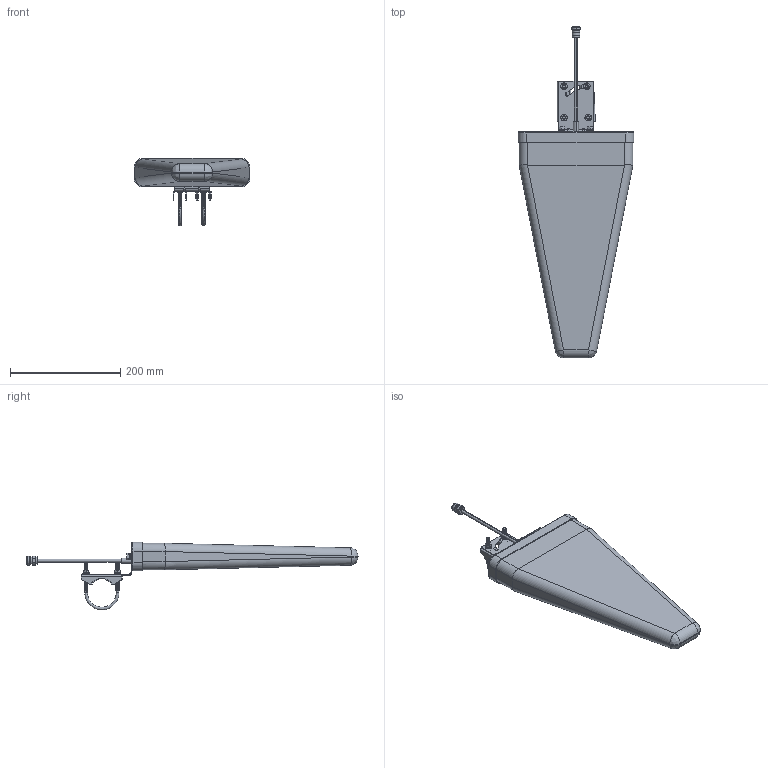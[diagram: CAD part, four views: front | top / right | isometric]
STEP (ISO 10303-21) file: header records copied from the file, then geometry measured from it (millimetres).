
FILE_DESCRIPTION (( 'STEP AP203' ), '1' );
FILE_NAME ('FMANLP1013_3D.STEP', '2022-03-28T21:37:47', ( '' ), ( '' ), 'SwSTEP 2.0', 'SolidWorks 2021', '' );
FILE_SCHEMA (( 'CONFIG_CONTROL_DESIGN' ));
Length unit declared in the file: inch
Products named in the file (3): Copy of C bracke^FMANLP1013; FMANLP1013_3D; Copy of 1012-1013^FMANLP1013
Assembly tree (3 placements, depth 2):
  FMANLP1013_3D
    Copy of 1012-1013^FMANLP1013
    Copy of C bracke^FMANLP1013  x2
Bounding box: 210 x 602 x 123.1 mm (x, y, z)
Volume: 299132.7 mm3; surface area: 374887.2 mm2
Topology: 26 solids, 26 shells, 865 faces, 2147 edges, 1346 vertices
Faces by surface type: plane 306, cylinder 275, bspline 256, cone 28
Entity records: 54065 total; most frequent: CARTESIAN_POINT 37243, ORIENTED_EDGE 3638, DIRECTION 3019, EDGE_CURVE 1819, VERTEX_POINT 1152, AXIS2_PLACEMENT_3D 1043, VECTOR 933, LINE 933
